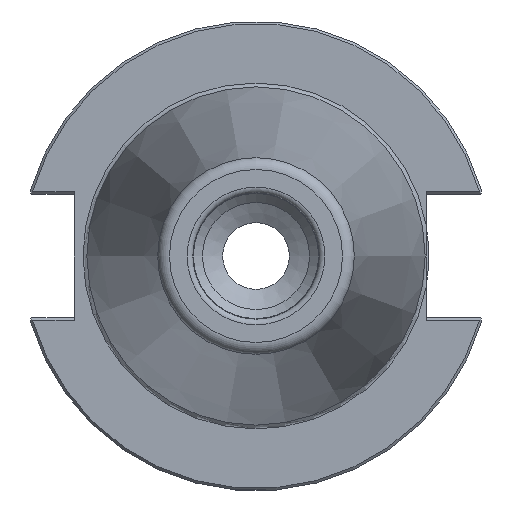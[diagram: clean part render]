
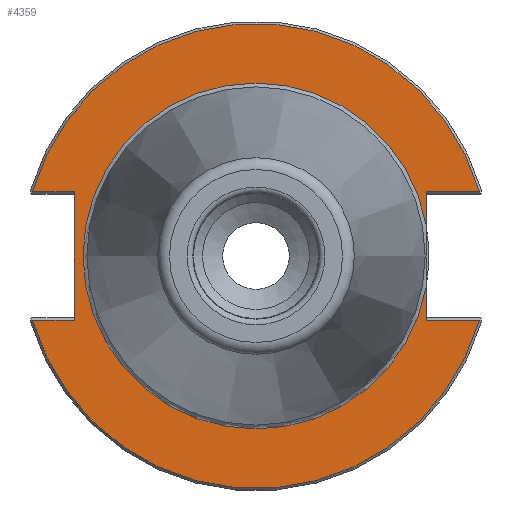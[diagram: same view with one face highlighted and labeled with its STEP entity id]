
A CAD part, left-side view. The second image highlights one B-rep face of the part: STEP entity #4359.
In plain terms, the highlighted planar face has unit normal (-1, 0, 0).
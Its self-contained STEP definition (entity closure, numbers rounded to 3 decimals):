
#236=PLANE('',#4746);
#409=FACE_OUTER_BOUND('',#644,.T.);
#644=EDGE_LOOP('',(#3588,#3589,#3590,#3591,#3592,#3593,#3594,#3595,#3596,
#3597,#3598));
#988=LINE('',#7131,#1324);
#991=LINE('',#7190,#1327);
#992=LINE('',#7196,#1328);
#993=LINE('',#7198,#1329);
#994=LINE('',#7202,#1330);
#995=LINE('',#7204,#1331);
#996=LINE('',#7205,#1332);
#1324=VECTOR('',#5711,10.);
#1327=VECTOR('',#5730,10.);
#1328=VECTOR('',#5735,10.);
#1329=VECTOR('',#5736,10.);
#1330=VECTOR('',#5739,10.);
#1331=VECTOR('',#5740,10.);
#1332=VECTOR('',#5741,10.);
#1561=CIRCLE('',#4744,48.25);
#1563=CIRCLE('',#4747,35.9);
#1564=CIRCLE('',#4748,35.9);
#1565=CIRCLE('',#4749,48.25);
#1953=VERTEX_POINT('',#7128);
#1954=VERTEX_POINT('',#7130);
#1962=VERTEX_POINT('',#7177);
#1965=VERTEX_POINT('',#7189);
#1966=VERTEX_POINT('',#7191);
#1967=VERTEX_POINT('',#7193);
#1968=VERTEX_POINT('',#7195);
#1969=VERTEX_POINT('',#7197);
#1970=VERTEX_POINT('',#7199);
#1971=VERTEX_POINT('',#7201);
#1972=VERTEX_POINT('',#7203);
#2534=EDGE_CURVE('',#1953,#1954,#988,.T.);
#2546=EDGE_CURVE('',#1954,#1962,#1561,.T.);
#2550=EDGE_CURVE('',#1953,#1965,#991,.T.);
#2551=EDGE_CURVE('',#1965,#1966,#1563,.T.);
#2552=EDGE_CURVE('',#1966,#1967,#1564,.T.);
#2553=EDGE_CURVE('',#1967,#1968,#992,.T.);
#2554=EDGE_CURVE('',#1969,#1968,#993,.T.);
#2555=EDGE_CURVE('',#1970,#1969,#1565,.T.);
#2556=EDGE_CURVE('',#1971,#1970,#994,.T.);
#2557=EDGE_CURVE('',#1971,#1972,#995,.T.);
#2558=EDGE_CURVE('',#1962,#1972,#996,.T.);
#3588=ORIENTED_EDGE('',*,*,#2534,.F.);
#3589=ORIENTED_EDGE('',*,*,#2550,.T.);
#3590=ORIENTED_EDGE('',*,*,#2551,.T.);
#3591=ORIENTED_EDGE('',*,*,#2552,.T.);
#3592=ORIENTED_EDGE('',*,*,#2553,.T.);
#3593=ORIENTED_EDGE('',*,*,#2554,.F.);
#3594=ORIENTED_EDGE('',*,*,#2555,.F.);
#3595=ORIENTED_EDGE('',*,*,#2556,.F.);
#3596=ORIENTED_EDGE('',*,*,#2557,.T.);
#3597=ORIENTED_EDGE('',*,*,#2558,.F.);
#3598=ORIENTED_EDGE('',*,*,#2546,.F.);
#4359=ADVANCED_FACE('',(#409),#236,.T.);
#4744=AXIS2_PLACEMENT_3D('',#7178,#5724,#5725);
#4746=AXIS2_PLACEMENT_3D('',#7188,#5728,#5729);
#4747=AXIS2_PLACEMENT_3D('',#7192,#5731,#5732);
#4748=AXIS2_PLACEMENT_3D('',#7194,#5733,#5734);
#4749=AXIS2_PLACEMENT_3D('',#7200,#5737,#5738);
#5711=DIRECTION('',(0.,-1.,0.));
#5724=DIRECTION('center_axis',(1.,0.,0.));
#5725=DIRECTION('ref_axis',(0.,0.,-1.));
#5728=DIRECTION('center_axis',(-1.,0.,0.));
#5729=DIRECTION('ref_axis',(0.,0.,1.));
#5730=DIRECTION('',(0.,0.,1.));
#5731=DIRECTION('center_axis',(1.,0.,0.));
#5732=DIRECTION('ref_axis',(0.,0.,-1.));
#5733=DIRECTION('center_axis',(1.,0.,0.));
#5734=DIRECTION('ref_axis',(0.,0.,-1.));
#5735=DIRECTION('',(0.,0.,1.));
#5736=DIRECTION('',(0.,1.,0.));
#5737=DIRECTION('center_axis',(1.,0.,0.));
#5738=DIRECTION('ref_axis',(0.,0.,-1.));
#5739=DIRECTION('',(0.,1.,0.));
#5740=DIRECTION('',(0.,0.,-1.));
#5741=DIRECTION('',(0.,-1.,0.));
#7128=CARTESIAN_POINT('',(3.175,-35.3,-13.325));
#7130=CARTESIAN_POINT('',(3.175,-46.373,-13.325));
#7131=CARTESIAN_POINT('',(3.175,-13.707,-13.325));
#7177=CARTESIAN_POINT('',(3.175,46.373,-13.325));
#7178=CARTESIAN_POINT('Origin',(3.175,0.,
0.));
#7188=CARTESIAN_POINT('Origin',(3.175,48.25,0.));
#7189=CARTESIAN_POINT('',(3.175,-35.3,-6.536));
#7190=CARTESIAN_POINT('',(3.175,-35.3,-6.413));
#7191=CARTESIAN_POINT('',(3.175,0.,35.9));
#7192=CARTESIAN_POINT('Origin',(3.175,0.,
0.));
#7193=CARTESIAN_POINT('',(3.175,-35.3,6.536));
#7194=CARTESIAN_POINT('Origin',(3.175,0.,
0.));
#7195=CARTESIAN_POINT('',(3.175,-35.3,13.325));
#7196=CARTESIAN_POINT('',(3.175,-35.3,-6.413));
#7197=CARTESIAN_POINT('',(3.175,-46.373,13.325));
#7198=CARTESIAN_POINT('',(3.175,6.475,13.325));
#7199=CARTESIAN_POINT('',(3.175,46.373,13.325));
#7200=CARTESIAN_POINT('Origin',(3.175,0.,
0.));
#7201=CARTESIAN_POINT('',(3.175,37.7,13.325));
#7202=CARTESIAN_POINT('',(3.175,61.395,13.325));
#7203=CARTESIAN_POINT('',(3.175,37.7,-13.325));
#7204=CARTESIAN_POINT('',(3.175,37.7,6.413));
#7205=CARTESIAN_POINT('',(3.175,42.975,-13.325));
